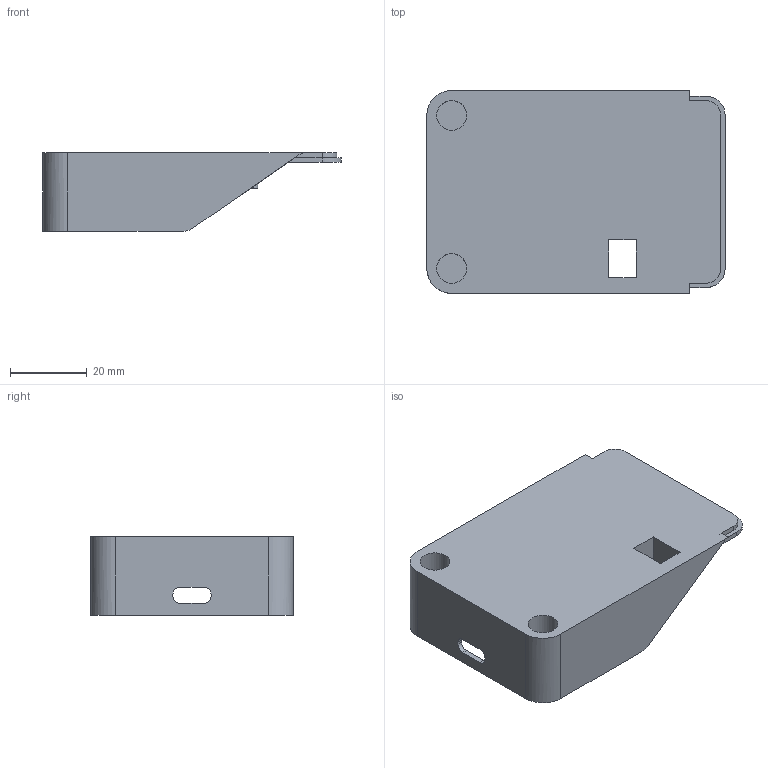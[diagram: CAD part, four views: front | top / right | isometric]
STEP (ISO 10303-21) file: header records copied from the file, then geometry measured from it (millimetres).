
FILE_DESCRIPTION(('FreeCAD Model'),'2;1');
FILE_NAME('Open CASCADE Shape Model','2023-11-19T10:20:18',(''),(''), 'Open CASCADE STEP processor 7.6','FreeCAD','Unknown');
FILE_SCHEMA(('AUTOMOTIVE_DESIGN { 1 0 10303 214 1 1 1 1 }'));
Length unit declared in the file: millimetre
Products named in the file (1): Case_Top
Bounding box: 78 x 53 x 20.63 mm (x, y, z)
Volume: 12590.7 mm3; surface area: 16134.5 mm2
Topology: 1 solids, 1 shells, 99 faces, 289 edges, 194 vertices
Faces by surface type: plane 69, cylinder 30
Full cylindrical faces by diameter (mm): 4.5 x2, 7.8 x2
Entity records: 3321 total; most frequent: CARTESIAN_POINT 583, ORIENTED_EDGE 578, DIRECTION 553, EDGE_CURVE 289, LINE 225, VECTOR 225, VERTEX_POINT 194, AXIS2_PLACEMENT_3D 164
